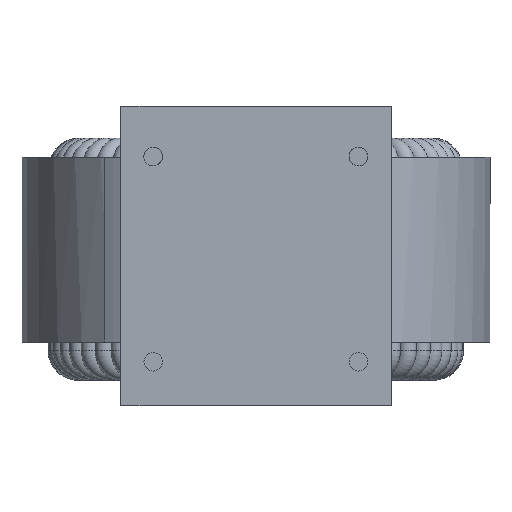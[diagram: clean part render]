
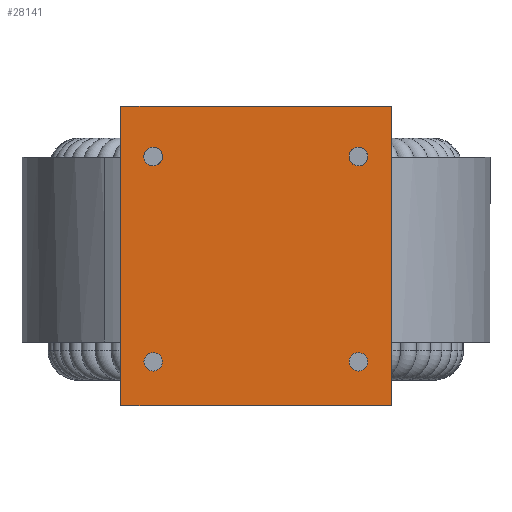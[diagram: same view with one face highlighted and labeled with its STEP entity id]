
A CAD part, left-side view. The second image highlights one B-rep face of the part: STEP entity #28141.
In plain terms, the highlighted planar face has unit normal (-1, 0, 0).
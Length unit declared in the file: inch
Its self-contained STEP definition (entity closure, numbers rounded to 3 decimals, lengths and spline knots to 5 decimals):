
#1747 = CARTESIAN_POINT ( 'NONE',  ( -0.57929, 0.329, -0.0995 ) ) ;
#1753 = CARTESIAN_POINT ( 'NONE',  ( -0.57929, 0.329, 0.6305 ) ) ;
#5819 = AXIS2_PLACEMENT_3D ( 'NONE', #7746, #7747, #7748 ) ;
#5823 = AXIS2_PLACEMENT_3D ( 'NONE', #7749, #7760, #7761 ) ;
#7714 = CARTESIAN_POINT ( 'NONE',  ( -0.57929, 0.23339, 0.49301 ) ) ;
#7727 = CARTESIAN_POINT ( 'NONE',  ( -0.57929, 0.22945, 0.49748 ) ) ;
#7728 = CARTESIAN_POINT ( 'NONE',  ( -0.57929, 0.22741, 0.50346 ) ) ;
#7729 = CARTESIAN_POINT ( 'NONE',  ( -0.57929, 0.22818, 0.51521 ) ) ;
#7730 = CARTESIAN_POINT ( 'NONE',  ( -0.57929, 0.23104, 0.52091 ) ) ;
#7731 = CARTESIAN_POINT ( 'NONE',  ( -0.57929, 0.23994, 0.52862 ) ) ;
#7732 = CARTESIAN_POINT ( 'NONE',  ( -0.57929, 0.24591, 0.53066 ) ) ;
#7733 = CARTESIAN_POINT ( 'NONE',  ( -0.57929, 0.2578, 0.52988 ) ) ;
#7734 = CARTESIAN_POINT ( 'NONE',  ( -0.57929, 0.26346, 0.52708 ) ) ;
#7735 = CARTESIAN_POINT ( 'NONE',  ( -0.57929, 0.27124, 0.51824 ) ) ;
#7736 = CARTESIAN_POINT ( 'NONE',  ( -0.57929, 0.27329, 0.51221 ) ) ;
#7737 = CARTESIAN_POINT ( 'NONE',  ( -0.57929, 0.27253, 0.50047 ) ) ;
#7738 = CARTESIAN_POINT ( 'NONE',  ( -0.57929, 0.26974, 0.49479 ) ) ;
#7739 = CARTESIAN_POINT ( 'NONE',  ( -0.57929, 0.26077, 0.48696 ) ) ;
#7740 = CARTESIAN_POINT ( 'NONE',  ( -0.57929, 0.25477, 0.48497 ) ) ;
#7741 = CARTESIAN_POINT ( 'NONE',  ( -0.57929, 0.24302, 0.48576 ) ) ;
#7742 = CARTESIAN_POINT ( 'NONE',  ( -0.57929, 0.23733, 0.48854 ) ) ;
#7743 = CARTESIAN_POINT ( 'NONE',  ( -0.57929, 0.23339, 0.49301 ) ) ;
#7746 = CARTESIAN_POINT ( 'NONE',  ( -0.57929, 0.25059, 0.00779 ) ) ;
#7747 = DIRECTION ( 'NONE',  ( 1., 0., 0. ) ) ;
#7748 = DIRECTION ( 'NONE',  ( 0., 1., 0. ) ) ;
#7749 = CARTESIAN_POINT ( 'NONE',  ( -0.57929, -0.24941, 0.00779 ) ) ;
#7755 = CARTESIAN_POINT ( 'NONE',  ( -0.57929, 0.329, -0.0995 ) ) ;
#7756 = DIRECTION ( 'NONE',  ( 0., -1., 0. ) ) ;
#7757 = CARTESIAN_POINT ( 'NONE',  ( -0.57929, 0.329, 0.6305 ) ) ;
#7758 = DIRECTION ( 'NONE',  ( 0., -1., 0. ) ) ;
#7760 = DIRECTION ( 'NONE',  ( 1., 0., 0. ) ) ;
#7761 = DIRECTION ( 'NONE',  ( 0., 1., 0. ) ) ;
#7765 = CARTESIAN_POINT ( 'NONE',  ( -0.57929, -0.26511, 0.49182 ) ) ;
#7768 = CARTESIAN_POINT ( 'NONE',  ( -0.57929, -0.331, 0.6305 ) ) ;
#7769 = DIRECTION ( 'NONE',  ( 0., 0., -1. ) ) ;
#7771 = CARTESIAN_POINT ( 'NONE',  ( -0.57929, -0.26934, 0.49601 ) ) ;
#7772 = CARTESIAN_POINT ( 'NONE',  ( -0.57929, -0.27177, 0.50185 ) ) ;
#7773 = CARTESIAN_POINT ( 'NONE',  ( -0.57929, -0.2718, 0.51362 ) ) ;
#7774 = CARTESIAN_POINT ( 'NONE',  ( -0.57929, -0.26937, 0.51952 ) ) ;
#7775 = CARTESIAN_POINT ( 'NONE',  ( -0.57929, -0.26106, 0.52785 ) ) ;
#7776 = CARTESIAN_POINT ( 'NONE',  ( -0.57929, -0.25524, 0.5303 ) ) ;
#7777 = CARTESIAN_POINT ( 'NONE',  ( -0.57929, -0.24332, 0.53034 ) ) ;
#7778 = CARTESIAN_POINT ( 'NONE',  ( -0.57929, -0.23748, 0.52794 ) ) ;
#7779 = CARTESIAN_POINT ( 'NONE',  ( -0.57929, -0.22908, 0.51969 ) ) ;
#7780 = CARTESIAN_POINT ( 'NONE',  ( -0.57929, -0.22659, 0.51382 ) ) ;
#7781 = CARTESIAN_POINT ( 'NONE',  ( -0.57929, -0.22656, 0.50205 ) ) ;
#7782 = CARTESIAN_POINT ( 'NONE',  ( -0.57929, -0.22897, 0.4962 ) ) ;
#7783 = CARTESIAN_POINT ( 'NONE',  ( -0.57929, -0.23738, 0.48777 ) ) ;
#7784 = CARTESIAN_POINT ( 'NONE',  ( -0.57929, -0.24322, 0.48535 ) ) ;
#7785 = CARTESIAN_POINT ( 'NONE',  ( -0.57929, -0.25499, 0.48528 ) ) ;
#7786 = CARTESIAN_POINT ( 'NONE',  ( -0.57929, -0.26087, 0.48763 ) ) ;
#7787 = CARTESIAN_POINT ( 'NONE',  ( -0.57929, -0.26511, 0.49182 ) ) ;
#7821 = CARTESIAN_POINT ( 'NONE',  ( -0.57929, 0.329, 0.6305 ) ) ;
#7822 = DIRECTION ( 'NONE',  ( 0., 0., -1. ) ) ;
#10862 = AXIS2_PLACEMENT_3D ( 'NONE', #19246, #19280, #19281 ) ;
#16670 = FACE_BOUND ( 'NONE', #22867, .T. ) ;
#16677 = FACE_BOUND ( 'NONE', #22822, .T. ) ;
#16686 = FACE_BOUND ( 'NONE', #22846, .T. ) ;
#16688 = FACE_OUTER_BOUND ( 'NONE', #22817, .T. ) ;
#16690 = FACE_BOUND ( 'NONE', #22806, .T. ) ;
#19246 = CARTESIAN_POINT ( 'NONE',  ( -0.57929, 0.329, 0.6305 ) ) ;
#19269 = PLANE ( 'NONE',  #10862 ) ;
#19280 = DIRECTION ( 'NONE',  ( 1., 0., 0. ) ) ;
#19281 = DIRECTION ( 'NONE',  ( 0., 1., 0. ) ) ;
#19667 = VERTEX_POINT ( 'NONE', #1747 ) ;
#19674 = VERTEX_POINT ( 'NONE', #1753 ) ;
#21136 = CARTESIAN_POINT ( 'NONE',  ( -0.57929, -0.331, 0.6305 ) ) ;
#21140 = CARTESIAN_POINT ( 'NONE',  ( -0.57929, -0.331, -0.0995 ) ) ;
#21223 = VERTEX_POINT ( 'NONE', #21224 ) ;
#21224 = CARTESIAN_POINT ( 'NONE',  ( -0.57929, 0.23339, 0.49301 ) ) ;
#21225 = VERTEX_POINT ( 'NONE', #21226 ) ;
#21226 = CARTESIAN_POINT ( 'NONE',  ( -0.57929, 0.27309, 0.00779 ) ) ;
#21229 = VERTEX_POINT ( 'NONE', #21230 ) ;
#21230 = CARTESIAN_POINT ( 'NONE',  ( -0.57929, -0.22691, 0.00779 ) ) ;
#21233 = VERTEX_POINT ( 'NONE', #21234 ) ;
#21234 = CARTESIAN_POINT ( 'NONE',  ( -0.57929, -0.26511, 0.49182 ) ) ;
#22806 = EDGE_LOOP ( 'NONE', ( #29078 ) ) ;
#22817 = EDGE_LOOP ( 'NONE', ( #29071, #29075, #29093, #29077 ) ) ;
#22822 = EDGE_LOOP ( 'NONE', ( #29079 ) ) ;
#22846 = EDGE_LOOP ( 'NONE', ( #29072 ) ) ;
#22867 = EDGE_LOOP ( 'NONE', ( #29073 ) ) ;
#24792 = EDGE_CURVE ( 'NONE', #21223, #21223, #25407, .T. ) ;
#24794 = EDGE_CURVE ( 'NONE', #21225, #21225, #30686, .T. ) ;
#24797 = EDGE_CURVE ( 'NONE', #19667, #30595, #30687, .T. ) ;
#24798 = EDGE_CURVE ( 'NONE', #19674, #30591, #30691, .T. ) ;
#24799 = EDGE_CURVE ( 'NONE', #21229, #21229, #30694, .T. ) ;
#24802 = EDGE_CURVE ( 'NONE', #30591, #30595, #30693, .T. ) ;
#24803 = EDGE_CURVE ( 'NONE', #21233, #21233, #25408, .T. ) ;
#24814 = EDGE_CURVE ( 'NONE', #19674, #19667, #30684, .T. ) ;
#25407 = B_SPLINE_CURVE_WITH_KNOTS ( 'NONE', 3,
 ( #7714, #7727, #7728, #7729, #7730, #7731, #7732, #7733, #7734, #7735, #7736, #7737, #7738, #7739, #7740, #7741, #7742, #7743 ),
 .UNSPECIFIED., .T., .F.,
 ( 4, 2, 2, 2, 2, 2, 2, 2, 4 ),
 ( 0., 0.00045, 0.0009, 0.00134, 0.00179, 0.00224, 0.00269, 0.00313, 0.00358 ),
 .UNSPECIFIED. ) ;
#25408 = B_SPLINE_CURVE_WITH_KNOTS ( 'NONE', 3,
 ( #7765, #7771, #7772, #7773, #7774, #7775, #7776, #7777, #7778, #7779, #7780, #7781, #7782, #7783, #7784, #7785, #7786, #7787 ),
 .UNSPECIFIED., .T., .F.,
 ( 4, 2, 2, 2, 2, 2, 2, 2, 4 ),
 ( 0., 0.00045, 0.0009, 0.00134, 0.00179, 0.00224, 0.00269, 0.00313, 0.00358 ),
 .UNSPECIFIED. ) ;
#28141 = ADVANCED_FACE ( 'NONE', ( #16670, #16686, #16688, #16690, #16677 ), #19269, .F. ) ;
#29071 = ORIENTED_EDGE ( 'NONE', *, *, #24797, .T. ) ;
#29072 = ORIENTED_EDGE ( 'NONE', *, *, #24799, .T. ) ;
#29073 = ORIENTED_EDGE ( 'NONE', *, *, #24803, .F. ) ;
#29075 = ORIENTED_EDGE ( 'NONE', *, *, #24802, .F. ) ;
#29077 = ORIENTED_EDGE ( 'NONE', *, *, #24814, .T. ) ;
#29078 = ORIENTED_EDGE ( 'NONE', *, *, #24794, .T. ) ;
#29079 = ORIENTED_EDGE ( 'NONE', *, *, #24792, .F. ) ;
#29093 = ORIENTED_EDGE ( 'NONE', *, *, #24798, .F. ) ;
#30591 = VERTEX_POINT ( 'NONE', #21136 ) ;
#30595 = VERTEX_POINT ( 'NONE', #21140 ) ;
#30684 = LINE ( 'NONE', #7821, #30701 ) ;
#30685 = VECTOR ( 'NONE', #7758, 39.37008 ) ;
#30686 = CIRCLE ( 'NONE', #5819, 0.0225 ) ;
#30687 = LINE ( 'NONE', #7755, #30689 ) ;
#30689 = VECTOR ( 'NONE', #7756, 39.37008 ) ;
#30691 = LINE ( 'NONE', #7757, #30685 ) ;
#30692 = VECTOR ( 'NONE', #7769, 39.37008 ) ;
#30693 = LINE ( 'NONE', #7768, #30692 ) ;
#30694 = CIRCLE ( 'NONE', #5823, 0.0225 ) ;
#30701 = VECTOR ( 'NONE', #7822, 39.37008 ) ;
